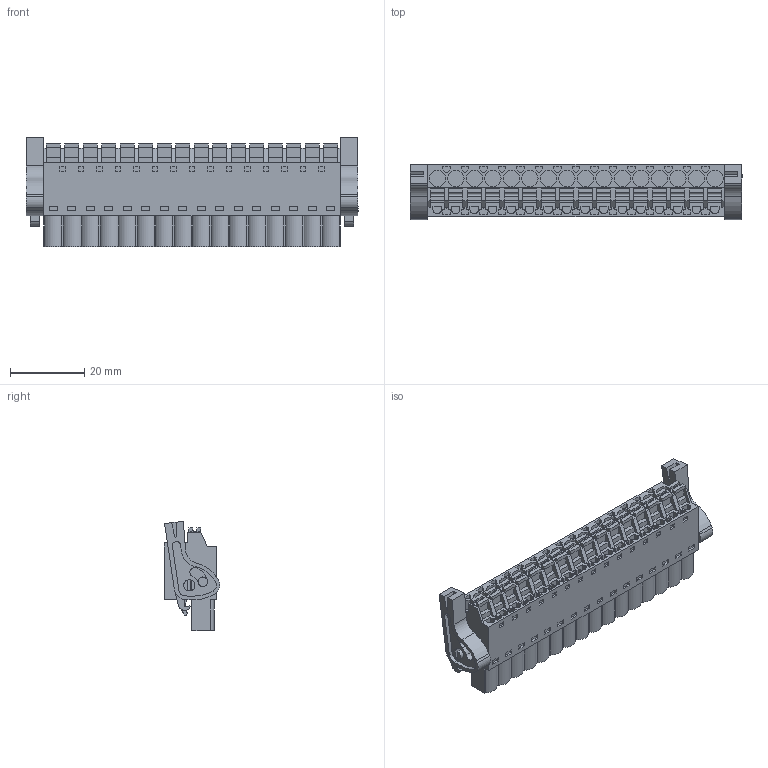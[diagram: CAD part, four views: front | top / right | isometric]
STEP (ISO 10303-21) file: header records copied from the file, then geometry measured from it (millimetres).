
FILE_DESCRIPTION(('CATIA V5 STEP Exchange','CAx-IF Rec.Pracs.--- Model Styling and Organization---1.2---2011-12-15'),'2;1');
FILE_NAME ('D1446688_0_1016490000_1016490000.stp','2017-04-27T13:13:34+00:00',('none'),('Weidmueller'),'CATIA Version 5-6 Release 2014','CATIA V5 STEP AP214','none');
FILE_SCHEMA(('AUTOMOTIVE_DESIGN { 1 0 10303 214 1 1 1 1 }'));
Length unit declared in the file: millimetre
Products named in the file (1): 1016490000
Bounding box: 89.7 x 14.96 x 29.52 mm (x, y, z)
Volume: 21153.1 mm3; surface area: 12303.6 mm2
Topology: 19 solids, 19 shells, 1453 faces, 4211 edges, 2933 vertices
Faces by surface type: plane 1267, cylinder 182, extrusion 4
Entity records: 45501 total; most frequent: CARTESIAN_POINT 8471, ORIENTED_EDGE 8422, DIRECTION 6039, EDGE_CURVE 4211, VECTOR 3796, LINE 3792, VERTEX_POINT 2933, EDGE_LOOP 1628
